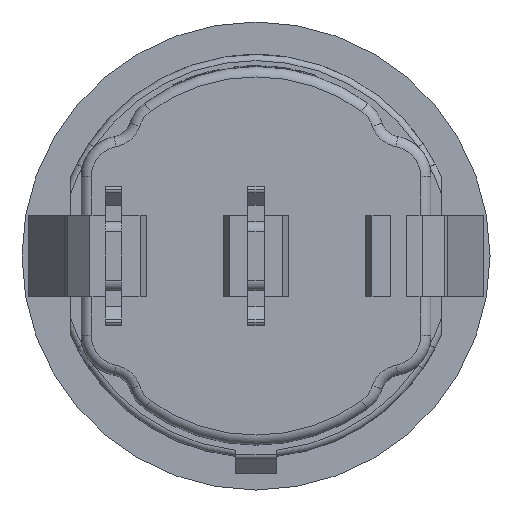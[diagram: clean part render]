
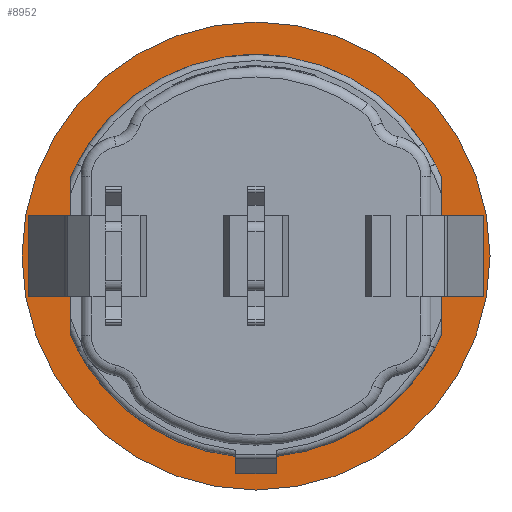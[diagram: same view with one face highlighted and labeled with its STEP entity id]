
A CAD part, front view. The second image highlights one B-rep face of the part: STEP entity #8952.
In plain terms, the highlighted planar face has unit normal (0, -1, 0).
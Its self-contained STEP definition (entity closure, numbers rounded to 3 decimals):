
#121=PLANE('',#9529);
#437=FACE_BOUND('',#979,.T.);
#438=FACE_BOUND('',#980,.T.);
#439=FACE_BOUND('',#981,.T.);
#495=FACE_OUTER_BOUND('',#978,.T.);
#978=EDGE_LOOP('',(#6185,#6186));
#979=EDGE_LOOP('',(#6187,#6188,#6189,#6190));
#980=EDGE_LOOP('',(#6191,#6192,#6193,#6194,#6195,#6196,#6197,#6198));
#981=EDGE_LOOP('',(#6199,#6200,#6201,#6202));
#1461=LINE('',#13854,#2329);
#1463=LINE('',#13858,#2331);
#1645=LINE('',#14264,#2513);
#1646=LINE('',#14266,#2514);
#1647=LINE('',#14268,#2515);
#1648=LINE('',#14269,#2516);
#1649=LINE('',#14272,#2517);
#1650=LINE('',#14274,#2518);
#1651=LINE('',#14277,#2519);
#1652=LINE('',#14280,#2520);
#1653=LINE('',#14282,#2521);
#1654=LINE('',#14284,#2522);
#1655=LINE('',#14285,#2523);
#2329=VECTOR('',#10313,0.851);
#2331=VECTOR('',#10317,2.);
#2513=VECTOR('',#10595,0.52);
#2514=VECTOR('',#10596,4.);
#2515=VECTOR('',#10597,0.52);
#2516=VECTOR('',#10598,4.);
#2517=VECTOR('',#10601,7.797);
#2518=VECTOR('',#10602,7.797);
#2519=VECTOR('',#10605,0.851);
#2520=VECTOR('',#10606,0.52);
#2521=VECTOR('',#10607,4.);
#2522=VECTOR('',#10608,0.52);
#2523=VECTOR('',#10609,4.);
#3337=CIRCLE('',#9458,11.5);
#3338=CIRCLE('',#9459,11.5);
#3339=CIRCLE('',#9461,9.9);
#3367=CIRCLE('',#9530,9.9);
#3368=CIRCLE('',#9531,9.9);
#3688=VERTEX_POINT('',#13754);
#3689=VERTEX_POINT('',#13756);
#3690=VERTEX_POINT('',#13760);
#3691=VERTEX_POINT('',#13761);
#3721=VERTEX_POINT('',#13850);
#3722=VERTEX_POINT('',#13852);
#3723=VERTEX_POINT('',#13856);
#3888=VERTEX_POINT('',#14262);
#3889=VERTEX_POINT('',#14263);
#3890=VERTEX_POINT('',#14265);
#3891=VERTEX_POINT('',#14267);
#3892=VERTEX_POINT('',#14270);
#3893=VERTEX_POINT('',#14273);
#3894=VERTEX_POINT('',#14275);
#3895=VERTEX_POINT('',#14278);
#3896=VERTEX_POINT('',#14279);
#3897=VERTEX_POINT('',#14281);
#3898=VERTEX_POINT('',#14283);
#4564=EDGE_CURVE('',#3688,#3689,#3337,.T.);
#4565=EDGE_CURVE('',#3689,#3688,#3338,.T.);
#4566=EDGE_CURVE('',#3690,#3691,#3339,.T.);
#4600=EDGE_CURVE('',#3722,#3721,#1461,.T.);
#4602=EDGE_CURVE('',#3721,#3723,#1463,.T.);
#4803=EDGE_CURVE('',#3888,#3889,#1645,.T.);
#4804=EDGE_CURVE('',#3889,#3890,#1646,.T.);
#4805=EDGE_CURVE('',#3891,#3890,#1647,.T.);
#4806=EDGE_CURVE('',#3888,#3891,#1648,.T.);
#4807=EDGE_CURVE('',#3892,#3722,#3367,.T.);
#4808=EDGE_CURVE('',#3892,#3691,#1649,.T.);
#4809=EDGE_CURVE('',#3690,#3893,#1650,.T.);
#4810=EDGE_CURVE('',#3894,#3893,#3368,.T.);
#4811=EDGE_CURVE('',#3723,#3894,#1651,.T.);
#4812=EDGE_CURVE('',#3895,#3896,#1652,.T.);
#4813=EDGE_CURVE('',#3895,#3897,#1653,.T.);
#4814=EDGE_CURVE('',#3897,#3898,#1654,.T.);
#4815=EDGE_CURVE('',#3896,#3898,#1655,.T.);
#6185=ORIENTED_EDGE('',*,*,#4565,.F.);
#6186=ORIENTED_EDGE('',*,*,#4564,.F.);
#6187=ORIENTED_EDGE('',*,*,#4803,.T.);
#6188=ORIENTED_EDGE('',*,*,#4804,.T.);
#6189=ORIENTED_EDGE('',*,*,#4805,.F.);
#6190=ORIENTED_EDGE('',*,*,#4806,.F.);
#6191=ORIENTED_EDGE('',*,*,#4600,.F.);
#6192=ORIENTED_EDGE('',*,*,#4807,.F.);
#6193=ORIENTED_EDGE('',*,*,#4808,.T.);
#6194=ORIENTED_EDGE('',*,*,#4566,.F.);
#6195=ORIENTED_EDGE('',*,*,#4809,.T.);
#6196=ORIENTED_EDGE('',*,*,#4810,.F.);
#6197=ORIENTED_EDGE('',*,*,#4811,.F.);
#6198=ORIENTED_EDGE('',*,*,#4602,.F.);
#6199=ORIENTED_EDGE('',*,*,#4812,.F.);
#6200=ORIENTED_EDGE('',*,*,#4813,.T.);
#6201=ORIENTED_EDGE('',*,*,#4814,.T.);
#6202=ORIENTED_EDGE('',*,*,#4815,.F.);
#8952=ADVANCED_FACE('',(#495,#437,#438,#439),#121,.F.);
#9458=AXIS2_PLACEMENT_3D('',#13757,#10252,#10253);
#9459=AXIS2_PLACEMENT_3D('',#13758,#10254,#10255);
#9461=AXIS2_PLACEMENT_3D('',#13762,#10258,#10259);
#9529=AXIS2_PLACEMENT_3D('',#14261,#10593,#10594);
#9530=AXIS2_PLACEMENT_3D('',#14271,#10599,#10600);
#9531=AXIS2_PLACEMENT_3D('',#14276,#10603,#10604);
#10252=DIRECTION('center_axis',(0.,1.,0.));
#10253=DIRECTION('ref_axis',(0.,0.,1.));
#10254=DIRECTION('center_axis',(0.,1.,0.));
#10255=DIRECTION('ref_axis',(0.,0.,1.));
#10258=DIRECTION('center_axis',(0.,-1.,0.));
#10259=DIRECTION('ref_axis',(0.,0.,1.));
#10313=DIRECTION('',(0.,0.,-1.));
#10317=DIRECTION('',(1.,0.,0.));
#10593=DIRECTION('center_axis',(0.,1.,0.));
#10594=DIRECTION('ref_axis',(0.,0.,1.));
#10595=DIRECTION('',(-1.,0.,0.));
#10596=DIRECTION('',(0.,0.,1.));
#10597=DIRECTION('',(-1.,0.,0.));
#10598=DIRECTION('',(0.,0.,1.));
#10599=DIRECTION('center_axis',(0.,-1.,0.));
#10600=DIRECTION('ref_axis',(0.,0.,1.));
#10601=DIRECTION('',(0.,0.,1.));
#10602=DIRECTION('',(0.,0.,-1.));
#10603=DIRECTION('center_axis',(0.,-1.,0.));
#10604=DIRECTION('ref_axis',(0.,0.,1.));
#10605=DIRECTION('',(0.,0.,1.));
#10606=DIRECTION('',(1.,0.,0.));
#10607=DIRECTION('',(0.,0.,1.));
#10608=DIRECTION('',(1.,0.,0.));
#10609=DIRECTION('',(0.,0.,1.));
#13754=CARTESIAN_POINT('',(0.,-2.,-11.5));
#13756=CARTESIAN_POINT('',(0.,-2.,11.5));
#13757=CARTESIAN_POINT('Origin',(0.,-2.,0.));
#13758=CARTESIAN_POINT('Origin',(0.,-2.,0.));
#13760=CARTESIAN_POINT('',(9.1,-2.,3.899));
#13761=CARTESIAN_POINT('',(-9.1,-2.,3.899));
#13762=CARTESIAN_POINT('Origin',(0.,-2.,0.));
#13850=CARTESIAN_POINT('',(-1.,-2.,-10.7));
#13852=CARTESIAN_POINT('',(-1.,-2.,-9.849));
#13854=CARTESIAN_POINT('',(-1.,-2.,-9.849));
#13856=CARTESIAN_POINT('',(1.,-2.,-10.7));
#13858=CARTESIAN_POINT('',(-1.,-2.,-10.7));
#14261=CARTESIAN_POINT('Origin',(0.,-2.,0.));
#14262=CARTESIAN_POINT('',(-9.38,-2.,-2.));
#14263=CARTESIAN_POINT('',(-9.9,-2.,-2.));
#14264=CARTESIAN_POINT('',(-9.38,-2.,-2.));
#14265=CARTESIAN_POINT('',(-9.9,-2.,2.));
#14266=CARTESIAN_POINT('',(-9.9,-2.,-2.));
#14267=CARTESIAN_POINT('',(-9.38,-2.,2.));
#14268=CARTESIAN_POINT('',(-9.38,-2.,2.));
#14269=CARTESIAN_POINT('',(-9.38,-2.,-2.));
#14270=CARTESIAN_POINT('',(-9.1,-2.,-3.899));
#14271=CARTESIAN_POINT('Origin',(0.,-2.,0.));
#14272=CARTESIAN_POINT('',(-9.1,-2.,-3.899));
#14273=CARTESIAN_POINT('',(9.1,-2.,-3.899));
#14274=CARTESIAN_POINT('',(9.1,-2.,3.899));
#14275=CARTESIAN_POINT('',(1.,-2.,-9.849));
#14276=CARTESIAN_POINT('Origin',(0.,-2.,0.));
#14277=CARTESIAN_POINT('',(1.,-2.,-10.7));
#14278=CARTESIAN_POINT('',(9.38,-2.,-2.));
#14279=CARTESIAN_POINT('',(9.9,-2.,-2.));
#14280=CARTESIAN_POINT('',(9.38,-2.,-2.));
#14281=CARTESIAN_POINT('',(9.38,-2.,2.));
#14282=CARTESIAN_POINT('',(9.38,-2.,-2.));
#14283=CARTESIAN_POINT('',(9.9,-2.,2.));
#14284=CARTESIAN_POINT('',(9.38,-2.,2.));
#14285=CARTESIAN_POINT('',(9.9,-2.,-2.));
